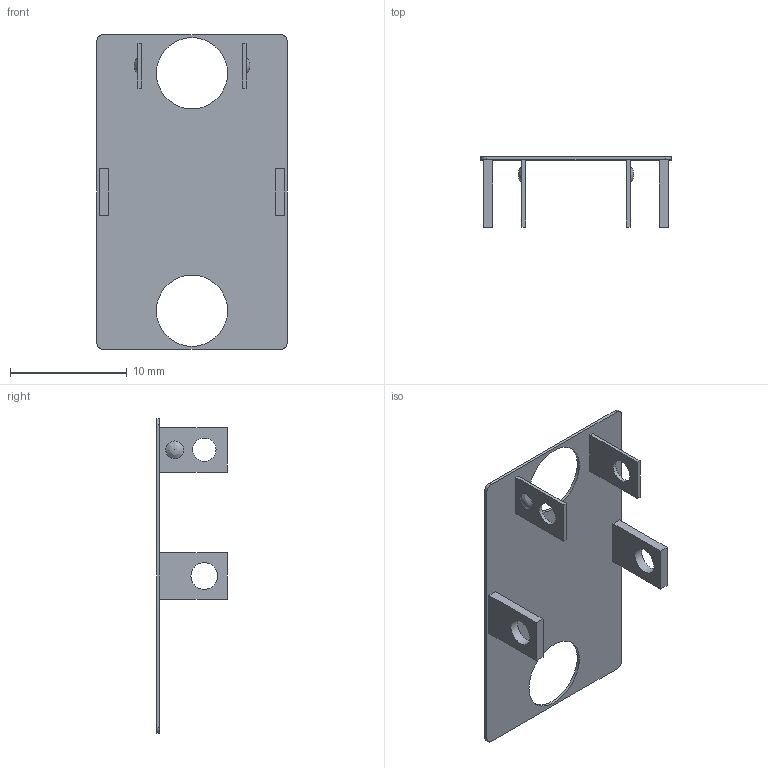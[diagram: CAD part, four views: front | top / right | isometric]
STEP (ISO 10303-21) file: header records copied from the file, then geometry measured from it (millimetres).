
FILE_DESCRIPTION(/* description */ ('S Low Series electric-Low Capacity Standard Size Toggles -electric'),/* implementation_level */ '2;1');
FILE_NAME(/* name */ 'S114-electric.ipt.step',/* time_stamp */ '2014-01-01T17:35:00-08:00',/* author */ ('Cadenas PARTsolutions'),/* organization */ ('NKKSWITCHES'),/* preprocessor_version */ 'ST-DEVELOPER v15.2',/* originating_system */ 'Autodesk Inventor 2014',/* authorisation */ '');
FILE_SCHEMA (('AUTOMOTIVE_DESIGN { 1 0 10303 214 3 1 1 }'));
Length unit declared in the file: inch
Products named in the file (1): S114-electric
Bounding box: 16.26 x 6.02 x 26.92 mm (x, y, z)
Volume: 138.1 mm3; surface area: 981.4 mm2
Topology: 1 solids, 1 shells, 38 faces, 98 edges, 66 vertices
Faces by surface type: plane 26, cylinder 10, bspline 2
Full cylindrical faces by diameter (mm): 2.007 x2, 2.286 x2, 6.096 x2
Entity records: 1211 total; most frequent: CARTESIAN_POINT 251, DIRECTION 186, ORIENTED_EDGE 180, EDGE_CURVE 90, VERTEX_POINT 66, LINE 64, VECTOR 64, EDGE_LOOP 62
